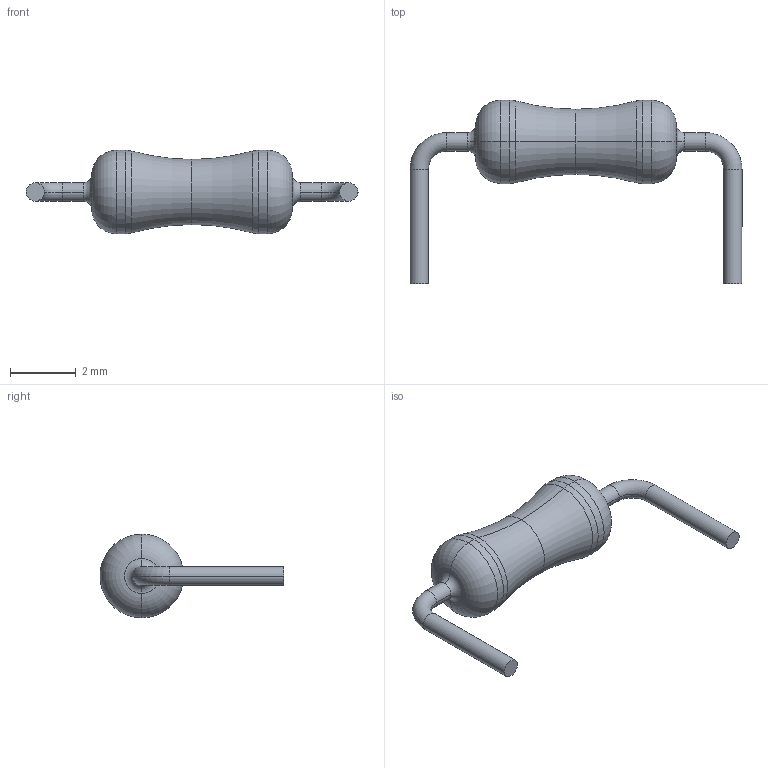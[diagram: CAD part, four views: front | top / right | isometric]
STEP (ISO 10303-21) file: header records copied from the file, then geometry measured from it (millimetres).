
FILE_DESCRIPTION (( 'STEP AP214' ), '1' );
FILE_NAME ('RE0_3751208518325186.step', '2006-12-08T10:18:33', ( 'SysAdmin' ), ( 'SolidWorks' ), 'SwSTEP 2.0', 'SolidWorks 2007', '' );
FILE_SCHEMA (( 'AUTOMOTIVE_DESIGN' ));
Length unit declared in the file: inch
Products named in the file (1): RE0_3751208518325186
Bounding box: 10.08 x 5.59 x 2.54 mm (x, y, z)
Volume: 26.8 mm3; surface area: 68.5 mm2
Topology: 1 solids, 1 shells, 34 faces, 70 edges, 38 vertices
Faces by surface type: torus 20, cylinder 12, plane 2
Entity records: 1373 total; most frequent: DIRECTION 198, CARTESIAN_POINT 143, ORIENTED_EDGE 140, AXIS2_PLACEMENT_3D 93, EDGE_CURVE 70, CIRCLE 58, VERTEX_POINT 38, UNCERTAINTY_MEASURE_WITH_UNIT 36
